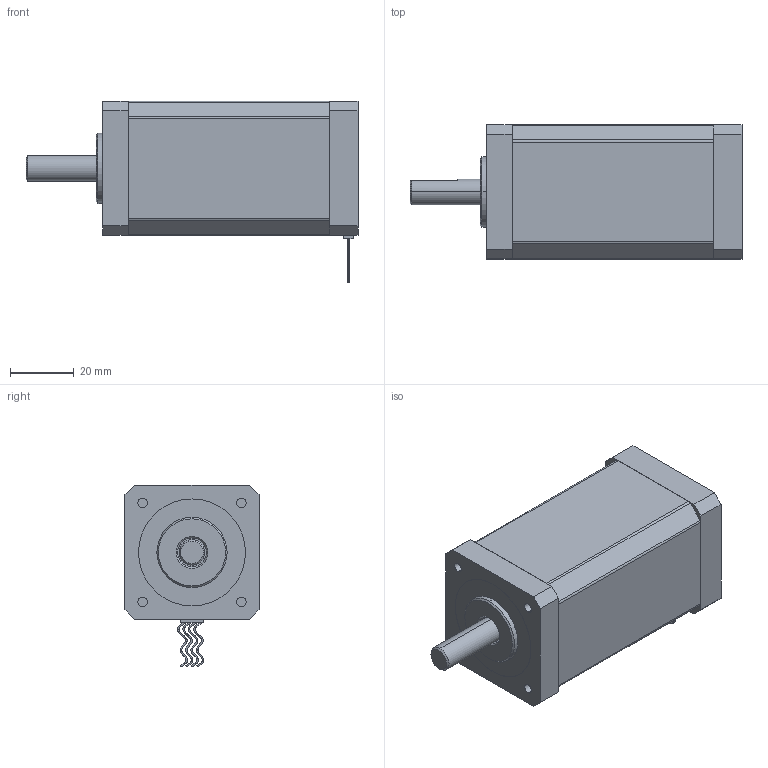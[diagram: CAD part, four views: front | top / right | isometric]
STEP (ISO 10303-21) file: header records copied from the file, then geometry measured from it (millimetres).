
FILE_DESCRIPTION (( 'STEP AP214' ), '1' );
FILE_NAME ('42HS8028A4D8.STEP', '2023-02-20T02:00:50', ( 'Windows 蚚誧' ), ( 'Organization' ), 'SwSTEP 2.0', 'SolidWorks 2021', '' );
FILE_SCHEMA (( 'AUTOMOTIVE_DESIGN' ));
Length unit declared in the file: millimetre
Products named in the file (1): 42HS8028A4D8
Bounding box: 104 x 42 x 56.79 mm (x, y, z)
Volume: 139016.7 mm3; surface area: 25253.1 mm2
Topology: 5 solids, 5 shells, 200 faces, 490 edges, 321 vertices
Faces by surface type: plane 129, cylinder 46, torus 10, bspline 8, cone 7
Entity records: 8076 total; most frequent: CARTESIAN_POINT 2904, ORIENTED_EDGE 980, DIRECTION 947, EDGE_CURVE 490, AXIS2_PLACEMENT_3D 338, VERTEX_POINT 321, LINE 271, VECTOR 271
